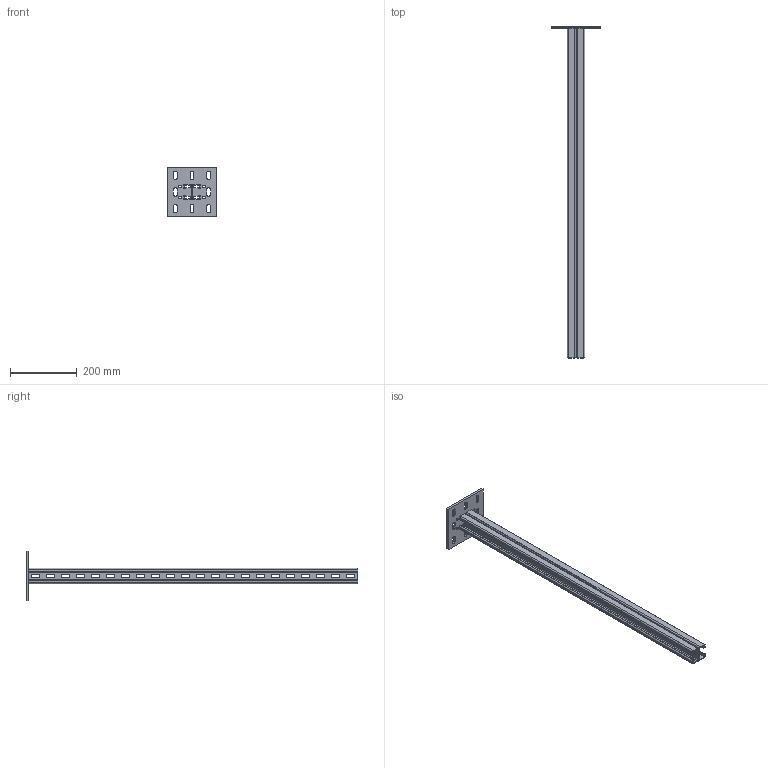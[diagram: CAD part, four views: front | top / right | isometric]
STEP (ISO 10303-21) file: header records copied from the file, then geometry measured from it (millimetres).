
FILE_DESCRIPTION (( 'STEP AP203' ), '1' );
FILE_NAME ('10-02-1429.STEP', '2013-05-02T11:44:22', ( 'asennus' ), ( '' ), 'SwSTEP 2.0', 'SolidWorks 2013', '' );
FILE_SCHEMA (( 'CONFIG_CONTROL_DESIGN' ));
Length unit declared in the file: millimetre
Products named in the file (1): 10-02-1429
Bounding box: 149 x 996 x 149 mm (x, y, z)
Volume: 562408 mm3; surface area: 507794.8 mm2
Topology: 3 solids, 3 shells, 398 faces, 1080 edges, 688 vertices
Faces by surface type: plane 202, cylinder 196
Entity records: 12841 total; most frequent: DIRECTION 2270, CARTESIAN_POINT 2167, ORIENTED_EDGE 2160, EDGE_CURVE 1080, AXIS2_PLACEMENT_3D 791, VECTOR 688, VERTEX_POINT 688, LINE 688
